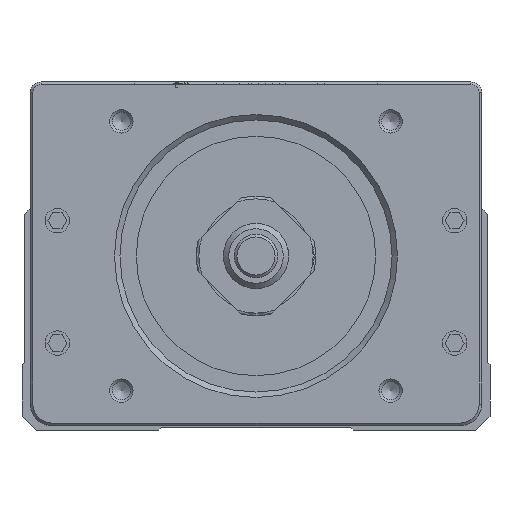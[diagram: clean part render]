
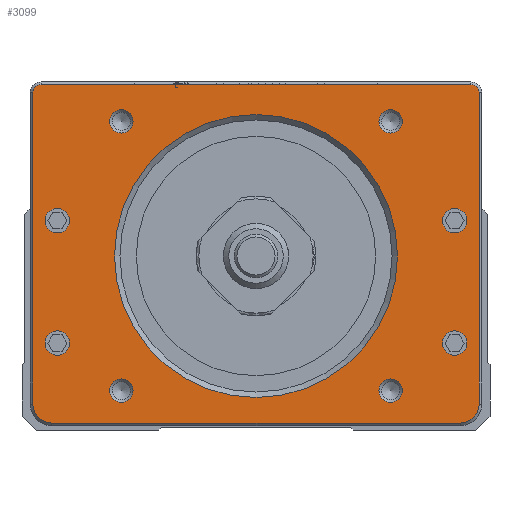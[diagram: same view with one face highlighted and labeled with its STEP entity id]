
A CAD part, front view. The second image highlights one B-rep face of the part: STEP entity #3099.
In plain terms, the highlighted planar face has unit normal (0, -1, 0).
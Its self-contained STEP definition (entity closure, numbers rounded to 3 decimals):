
#3099=ADVANCED_FACE('',(#5136,#5137,#5138,#5139,#5140,#5141,#5142,#5143,
#5144,#5145),#4350,.F.);
#4350=PLANE('',#29154);
#5136=FACE_BOUND('',#6718,.T.);
#5137=FACE_BOUND('',#6719,.T.);
#5138=FACE_BOUND('',#6720,.T.);
#5139=FACE_BOUND('',#6721,.T.);
#5140=FACE_BOUND('',#6722,.T.);
#5141=FACE_BOUND('',#6723,.T.);
#5142=FACE_BOUND('',#6724,.T.);
#5143=FACE_BOUND('',#6725,.T.);
#5144=FACE_BOUND('',#6726,.T.);
#5145=FACE_BOUND('',#6727,.T.);
#6718=EDGE_LOOP('',(#13375));
#6719=EDGE_LOOP('',(#13376));
#6720=EDGE_LOOP('',(#13377));
#6721=EDGE_LOOP('',(#13378));
#6722=EDGE_LOOP('',(#13379));
#6723=EDGE_LOOP('',(#13380,#13381,#13382,#13383,#13384,#13385,#13386,#13387));
#6724=EDGE_LOOP('',(#13388));
#6725=EDGE_LOOP('',(#13389));
#6726=EDGE_LOOP('',(#13390));
#6727=EDGE_LOOP('',(#13391));
#8100=CIRCLE('',#29141,2.15);
#8101=CIRCLE('',#29142,2.15);
#8102=CIRCLE('',#29143,2.15);
#8103=CIRCLE('',#29144,2.15);
#8104=CIRCLE('',#29145,26.);
#8105=CIRCLE('',#29146,1.5);
#8106=CIRCLE('',#29147,1.5);
#8107=CIRCLE('',#29148,3.5);
#8108=CIRCLE('',#29149,3.5);
#8109=CIRCLE('',#29150,2.25);
#8110=CIRCLE('',#29151,2.25);
#8111=CIRCLE('',#29152,2.25);
#8112=CIRCLE('',#29153,2.25);
#13375=ORIENTED_EDGE('',*,*,#21181,.T.);
#13376=ORIENTED_EDGE('',*,*,#21182,.T.);
#13377=ORIENTED_EDGE('',*,*,#21183,.T.);
#13378=ORIENTED_EDGE('',*,*,#21184,.T.);
#13379=ORIENTED_EDGE('',*,*,#21185,.T.);
#13380=ORIENTED_EDGE('',*,*,#21186,.T.);
#13381=ORIENTED_EDGE('',*,*,#21187,.T.);
#13382=ORIENTED_EDGE('',*,*,#21188,.T.);
#13383=ORIENTED_EDGE('',*,*,#21189,.T.);
#13384=ORIENTED_EDGE('',*,*,#21190,.T.);
#13385=ORIENTED_EDGE('',*,*,#21191,.T.);
#13386=ORIENTED_EDGE('',*,*,#21192,.T.);
#13387=ORIENTED_EDGE('',*,*,#21193,.T.);
#13388=ORIENTED_EDGE('',*,*,#21194,.T.);
#13389=ORIENTED_EDGE('',*,*,#21195,.T.);
#13390=ORIENTED_EDGE('',*,*,#21196,.T.);
#13391=ORIENTED_EDGE('',*,*,#21197,.T.);
#17792=VERTEX_POINT('',#44641);
#17793=VERTEX_POINT('',#44643);
#17794=VERTEX_POINT('',#44645);
#17795=VERTEX_POINT('',#44647);
#17796=VERTEX_POINT('',#44649);
#17797=VERTEX_POINT('',#44651);
#17798=VERTEX_POINT('',#44652);
#17799=VERTEX_POINT('',#44654);
#17800=VERTEX_POINT('',#44656);
#17801=VERTEX_POINT('',#44658);
#17802=VERTEX_POINT('',#44660);
#17803=VERTEX_POINT('',#44662);
#17804=VERTEX_POINT('',#44664);
#17805=VERTEX_POINT('',#44667);
#17806=VERTEX_POINT('',#44669);
#17807=VERTEX_POINT('',#44671);
#17808=VERTEX_POINT('',#44673);
#21181=EDGE_CURVE('',#17792,#17792,#8100,.T.);
#21182=EDGE_CURVE('',#17793,#17793,#8101,.T.);
#21183=EDGE_CURVE('',#17794,#17794,#8102,.T.);
#21184=EDGE_CURVE('',#17795,#17795,#8103,.T.);
#21185=EDGE_CURVE('',#17796,#17796,#8104,.T.);
#21186=EDGE_CURVE('',#17797,#17798,#24221,.T.);
#21187=EDGE_CURVE('',#17798,#17799,#8105,.T.);
#21188=EDGE_CURVE('',#17799,#17800,#24222,.T.);
#21189=EDGE_CURVE('',#17800,#17801,#8106,.T.);
#21190=EDGE_CURVE('',#17801,#17802,#24223,.T.);
#21191=EDGE_CURVE('',#17802,#17803,#8107,.T.);
#21192=EDGE_CURVE('',#17803,#17804,#24224,.T.);
#21193=EDGE_CURVE('',#17804,#17797,#8108,.T.);
#21194=EDGE_CURVE('',#17805,#17805,#8109,.T.);
#21195=EDGE_CURVE('',#17806,#17806,#8110,.T.);
#21196=EDGE_CURVE('',#17807,#17807,#8111,.T.);
#21197=EDGE_CURVE('',#17808,#17808,#8112,.T.);
#24221=LINE('',#44650,#26900);
#24222=LINE('',#44655,#26901);
#24223=LINE('',#44659,#26902);
#24224=LINE('',#44663,#26903);
#26900=VECTOR('',#34959,1.);
#26901=VECTOR('',#34962,1.);
#26902=VECTOR('',#34965,1.);
#26903=VECTOR('',#34968,1.);
#29141=AXIS2_PLACEMENT_3D('',#44640,#34949,#34950);
#29142=AXIS2_PLACEMENT_3D('',#44642,#34951,#34952);
#29143=AXIS2_PLACEMENT_3D('',#44644,#34953,#34954);
#29144=AXIS2_PLACEMENT_3D('',#44646,#34955,#34956);
#29145=AXIS2_PLACEMENT_3D('',#44648,#34957,#34958);
#29146=AXIS2_PLACEMENT_3D('',#44653,#34960,#34961);
#29147=AXIS2_PLACEMENT_3D('',#44657,#34963,#34964);
#29148=AXIS2_PLACEMENT_3D('',#44661,#34966,#34967);
#29149=AXIS2_PLACEMENT_3D('',#44665,#34969,#34970);
#29150=AXIS2_PLACEMENT_3D('',#44666,#34971,#34972);
#29151=AXIS2_PLACEMENT_3D('',#44668,#34973,#34974);
#29152=AXIS2_PLACEMENT_3D('',#44670,#34975,#34976);
#29153=AXIS2_PLACEMENT_3D('',#44672,#34977,#34978);
#29154=AXIS2_PLACEMENT_3D('',#44674,#34979,#34980);
#34949=DIRECTION('',(0.,1.,0.));
#34950=DIRECTION('',(0.,0.,1.));
#34951=DIRECTION('',(0.,1.,0.));
#34952=DIRECTION('',(0.,0.,1.));
#34953=DIRECTION('',(0.,1.,0.));
#34954=DIRECTION('',(0.,0.,1.));
#34955=DIRECTION('',(0.,1.,0.));
#34956=DIRECTION('',(0.,0.,1.));
#34957=DIRECTION('',(0.,1.,0.));
#34958=DIRECTION('',(0.,0.,1.));
#34959=DIRECTION('',(0.,0.,1.));
#34960=DIRECTION('',(0.,-1.,0.));
#34961=DIRECTION('',(0.,0.,1.));
#34962=DIRECTION('',(-1.,0.,0.));
#34963=DIRECTION('',(0.,-1.,0.));
#34964=DIRECTION('',(0.,0.,1.));
#34965=DIRECTION('',(0.,0.,-1.));
#34966=DIRECTION('',(0.,-1.,0.));
#34967=DIRECTION('',(0.,0.,1.));
#34968=DIRECTION('',(1.,0.,0.));
#34969=DIRECTION('',(0.,-1.,0.));
#34970=DIRECTION('',(0.,0.,1.));
#34971=DIRECTION('',(0.,1.,0.));
#34972=DIRECTION('',(0.,0.,1.));
#34973=DIRECTION('',(0.,1.,0.));
#34974=DIRECTION('',(0.,0.,1.));
#34975=DIRECTION('',(0.,1.,0.));
#34976=DIRECTION('',(0.,0.,1.));
#34977=DIRECTION('',(0.,1.,0.));
#34978=DIRECTION('',(0.,0.,1.));
#34979=DIRECTION('',(0.,1.,0.));
#34980=DIRECTION('',(0.,0.,-1.));
#44640=CARTESIAN_POINT('',(-24.749,-236.633,7.251));
#44641=CARTESIAN_POINT('',(-24.749,-236.633,9.401));
#44642=CARTESIAN_POINT('',(24.749,-236.633,56.749));
#44643=CARTESIAN_POINT('',(24.749,-236.633,58.899));
#44644=CARTESIAN_POINT('',(-24.749,-236.633,56.749));
#44645=CARTESIAN_POINT('',(-24.749,-236.633,58.899));
#44646=CARTESIAN_POINT('',(24.749,-236.633,7.251));
#44647=CARTESIAN_POINT('',(24.749,-236.633,9.401));
#44648=CARTESIAN_POINT('',(0.,-236.633,32.));
#44649=CARTESIAN_POINT('',(0.,-236.633,58.));
#44650=CARTESIAN_POINT('',(41.,-236.633,60.));
#44651=CARTESIAN_POINT('',(41.,-236.633,4.8));
#44652=CARTESIAN_POINT('',(41.,-236.633,62.));
#44653=CARTESIAN_POINT('',(39.5,-236.633,62.));
#44654=CARTESIAN_POINT('',(39.5,-236.633,63.5));
#44655=CARTESIAN_POINT('',(39.,-236.633,63.5));
#44656=CARTESIAN_POINT('',(-39.5,-236.633,63.5));
#44657=CARTESIAN_POINT('',(-39.5,-236.633,62.));
#44658=CARTESIAN_POINT('',(-41.,-236.633,62.));
#44659=CARTESIAN_POINT('',(-41.,-236.633,60.));
#44660=CARTESIAN_POINT('',(-41.,-236.633,4.8));
#44661=CARTESIAN_POINT('',(-37.5,-236.633,4.8));
#44662=CARTESIAN_POINT('',(-37.5,-236.633,1.3));
#44663=CARTESIAN_POINT('',(39.,-236.633,1.3));
#44664=CARTESIAN_POINT('',(37.5,-236.633,1.3));
#44665=CARTESIAN_POINT('',(37.5,-236.633,4.8));
#44666=CARTESIAN_POINT('',(-36.5,-236.633,38.5));
#44667=CARTESIAN_POINT('',(-36.5,-236.633,40.75));
#44668=CARTESIAN_POINT('',(-36.5,-236.633,16.));
#44669=CARTESIAN_POINT('',(-36.5,-236.633,18.25));
#44670=CARTESIAN_POINT('',(36.5,-236.633,38.5));
#44671=CARTESIAN_POINT('',(36.5,-236.633,40.75));
#44672=CARTESIAN_POINT('',(36.5,-236.633,16.));
#44673=CARTESIAN_POINT('',(36.5,-236.633,18.25));
#44674=CARTESIAN_POINT('',(39.,-236.633,60.));
